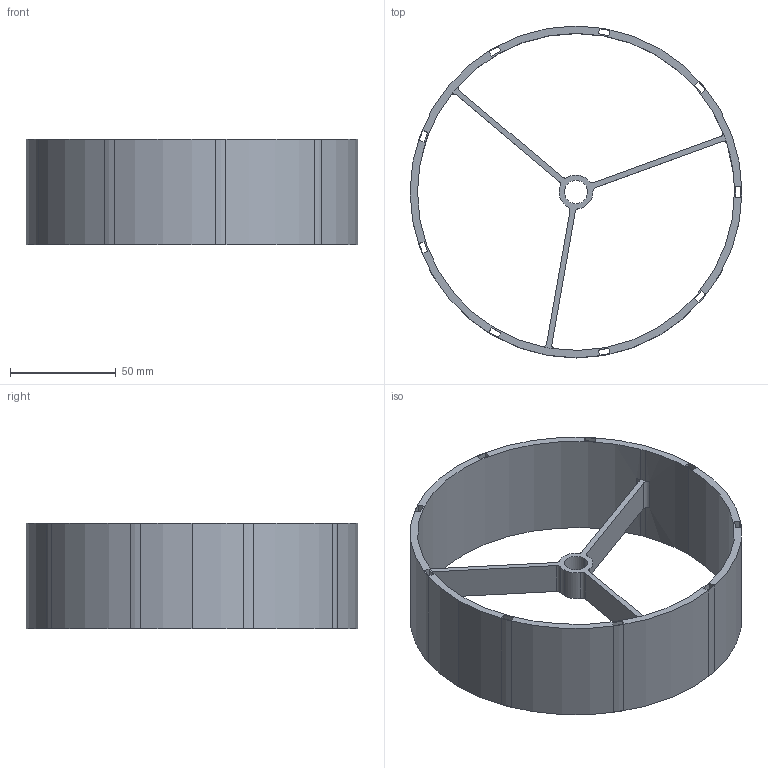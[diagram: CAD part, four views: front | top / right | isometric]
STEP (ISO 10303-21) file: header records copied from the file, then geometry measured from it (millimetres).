
FILE_DESCRIPTION(/* description */ ('VariCAD 2019-2.02 AP-214'),/* implementation_level */ '2;1');
FILE_NAME(/* name */ 'rotor_v3.stp',/* time_stamp */ '2019-04-24T22:48:59-05:00',/* author */ (''),/* organization */ (''),/* preprocessor_version */ 'VariCAD 2019-2.02',/* originating_system */ 'VariCAD 2019-2.02; kernel version (20180118)',/* authorisation */ '');
FILE_SCHEMA(('AUTOMOTIVE_DESIGN'));
Length unit declared in the file: millimetre
Products named in the file (2): rotor_v3
Assembly tree (1 placements, depth 2):
  rotor_v3
    (unnamed)
Bounding box: 157 x 157 x 50 mm (x, y, z)
Volume: 88013.2 mm3; surface area: 66320.8 mm2
Topology: 1 solids, 1 shells, 78 faces, 240 edges, 160 vertices
Faces by surface type: plane 46, cylinder 32
Entity records: 2806 total; most frequent: CARTESIAN_POINT 482, ORIENTED_EDGE 480, DIRECTION 480, EDGE_CURVE 240, LINE 164, VECTOR 164, VERTEX_POINT 160, AXIS2_PLACEMENT_3D 158
